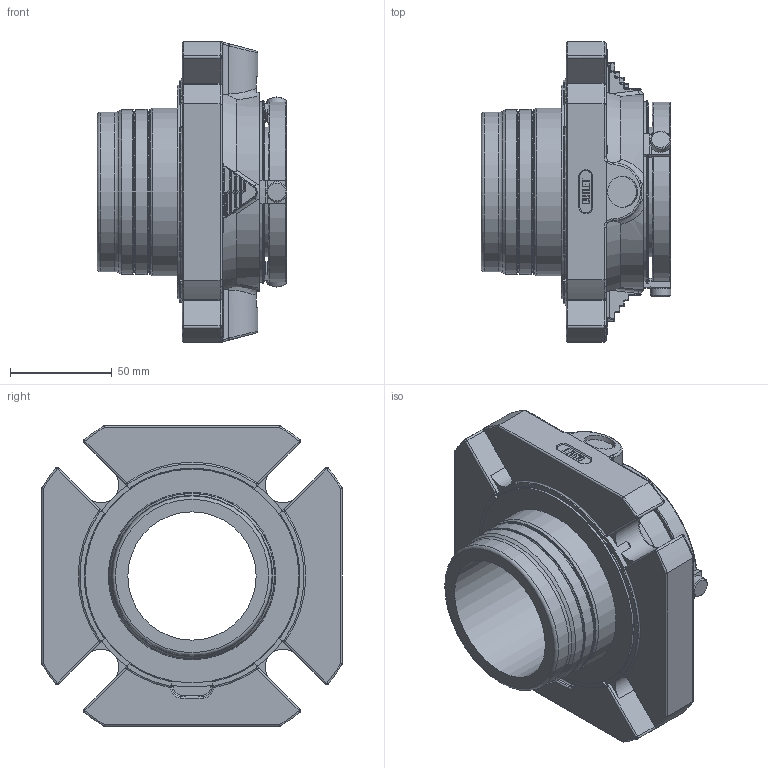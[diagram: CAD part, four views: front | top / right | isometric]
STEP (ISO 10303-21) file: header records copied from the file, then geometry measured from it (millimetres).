
FILE_DESCRIPTION(/* description */ ('Unknown'),/* implementation_level */ '2;1');
FILE_NAME(/* name */ '2.500',/* time_stamp */ '2023-01-30T14:25:45+00:00',/* author */ ('Unknown'),/* organization */ ('Unknown'),/* preprocessor_version */ 'ST-DEVELOPER v16.7',/* originating_system */ 'Solid Edge',/* authorisation */ 'Unknown');
FILE_SCHEMA (('AUTOMOTIVE_DESIGN {1 0 10303 214 3 1 1}'));
Length unit declared in the file: millimetre
Products named in the file (1): 2.500
Bounding box: 93.24 x 147.32 x 147.32 mm (x, y, z)
Volume: 522290.3 mm3; surface area: 93667.2 mm2
Topology: 1 solids, 16 shells, 1228 faces, 3106 edges, 1966 vertices
Faces by surface type: plane 469, cylinder 342, bspline 235, torus 100, cone 43, sphere 39
Full cylindrical faces by diameter (mm): 3 x12, 4.316 x2, 4.837 x2, 10 x4, 15.342 x2, 62.992 x1, 63.602 x1, 66.65 x1, 78.334 x1, 78.994 x2, 81.026 x1, 81.077 x1, 82.271 x1, 88.392 x2, 89.916 x1, 104.851 x1, 105 x1
Entity records: 41632 total; most frequent: CARTESIAN_POINT 15032, ORIENTED_EDGE 6056, DIRECTION 4530, EDGE_CURVE 3028, VERTEX_POINT 1945, AXIS2_PLACEMENT_3D 1690, EDGE_LOOP 1355, FACE_BOUND 1355
